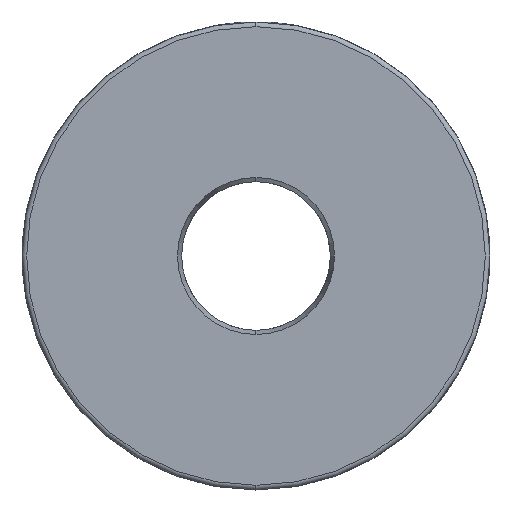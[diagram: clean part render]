
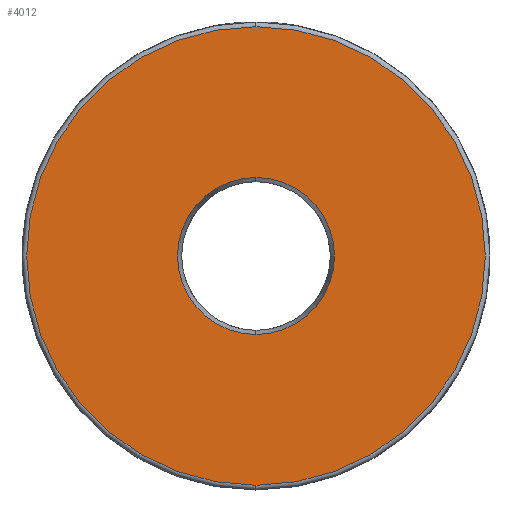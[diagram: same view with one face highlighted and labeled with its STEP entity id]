
A CAD part, front view. The second image highlights one B-rep face of the part: STEP entity #4012.
In plain terms, the highlighted planar face has unit normal (0, -1, 0).
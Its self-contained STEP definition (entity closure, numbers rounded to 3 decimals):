
#159 = DIRECTION ( 'NONE',  ( 0., 0., 1. ) ) ;
#161 = DIRECTION ( 'NONE',  ( 0., 1., 0. ) ) ;
#169 = CARTESIAN_POINT ( 'NONE',  ( 0., 0., 0. ) ) ;
#584 = ORIENTED_EDGE ( 'NONE', *, *, #1070, .T. ) ;
#593 = ORIENTED_EDGE ( 'NONE', *, *, #3029, .T. ) ;
#597 = ORIENTED_EDGE ( 'NONE', *, *, #1475, .T. ) ;
#604 = ORIENTED_EDGE ( 'NONE', *, *, #1199, .T. ) ;
#730 = DIRECTION ( 'NONE',  ( 0., 0., 1. ) ) ;
#738 = DIRECTION ( 'NONE',  ( 0., 1., 0. ) ) ;
#741 = CARTESIAN_POINT ( 'NONE',  ( 15., 0., 0. ) ) ;
#784 = PLANE ( 'NONE',  #2899 ) ;
#850 = VERTEX_POINT ( 'NONE', #2566 ) ;
#913 = CARTESIAN_POINT ( 'NONE',  ( 0., 0., 0. ) ) ;
#979 = CIRCLE ( 'NONE', #4133, 5.03 ) ;
#1023 = VERTEX_POINT ( 'NONE', #3218 ) ;
#1070 = EDGE_CURVE ( 'NONE', #1262, #1023, #1456, .T. ) ;
#1073 = DIRECTION ( 'NONE',  ( 0., 1., 0. ) ) ;
#1075 = VERTEX_POINT ( 'NONE', #3514 ) ;
#1199 = EDGE_CURVE ( 'NONE', #1075, #850, #1309, .T. ) ;
#1223 = DIRECTION ( 'NONE',  ( 0., 0., 1. ) ) ;
#1262 = VERTEX_POINT ( 'NONE', #2955 ) ;
#1309 = CIRCLE ( 'NONE', #4371, 5.03 ) ;
#1456 = CIRCLE ( 'NONE', #1816, 14.7 ) ;
#1475 = EDGE_CURVE ( 'NONE', #850, #1075, #979, .T. ) ;
#1816 = AXIS2_PLACEMENT_3D ( 'NONE', #3526, #3537, #3543 ) ;
#1963 = DIRECTION ( 'NONE',  ( 0., 0., 1. ) ) ;
#1965 = DIRECTION ( 'NONE',  ( 0., -1., 0. ) ) ;
#1968 = CARTESIAN_POINT ( 'NONE',  ( 0., 0., 0. ) ) ;
#2466 = EDGE_LOOP ( 'NONE', ( #604, #597 ) ) ;
#2566 = CARTESIAN_POINT ( 'NONE',  ( 0., 0., 5.03 ) ) ;
#2899 = AXIS2_PLACEMENT_3D ( 'NONE', #741, #738, #730 ) ;
#2955 = CARTESIAN_POINT ( 'NONE',  ( 0., 0., -14.7 ) ) ;
#3029 = EDGE_CURVE ( 'NONE', #1023, #1262, #4439, .T. ) ;
#3218 = CARTESIAN_POINT ( 'NONE',  ( 0., 0., 14.7 ) ) ;
#3235 = AXIS2_PLACEMENT_3D ( 'NONE', #1968, #1965, #1963 ) ;
#3514 = CARTESIAN_POINT ( 'NONE',  ( 0., 0., -5.03 ) ) ;
#3526 = CARTESIAN_POINT ( 'NONE',  ( 0., 0., 0. ) ) ;
#3537 = DIRECTION ( 'NONE',  ( 0., -1., 0. ) ) ;
#3543 = DIRECTION ( 'NONE',  ( 0., 0., 1. ) ) ;
#3906 = FACE_BOUND ( 'NONE', #2466, .T. ) ;
#3940 = FACE_OUTER_BOUND ( 'NONE', #4308, .T. ) ;
#4012 = ADVANCED_FACE ( 'NONE', ( #3906, #3940 ), #784, .F. ) ;
#4133 = AXIS2_PLACEMENT_3D ( 'NONE', #169, #161, #159 ) ;
#4308 = EDGE_LOOP ( 'NONE', ( #593, #584 ) ) ;
#4371 = AXIS2_PLACEMENT_3D ( 'NONE', #913, #1073, #1223 ) ;
#4439 = CIRCLE ( 'NONE', #3235, 14.7 ) ;
